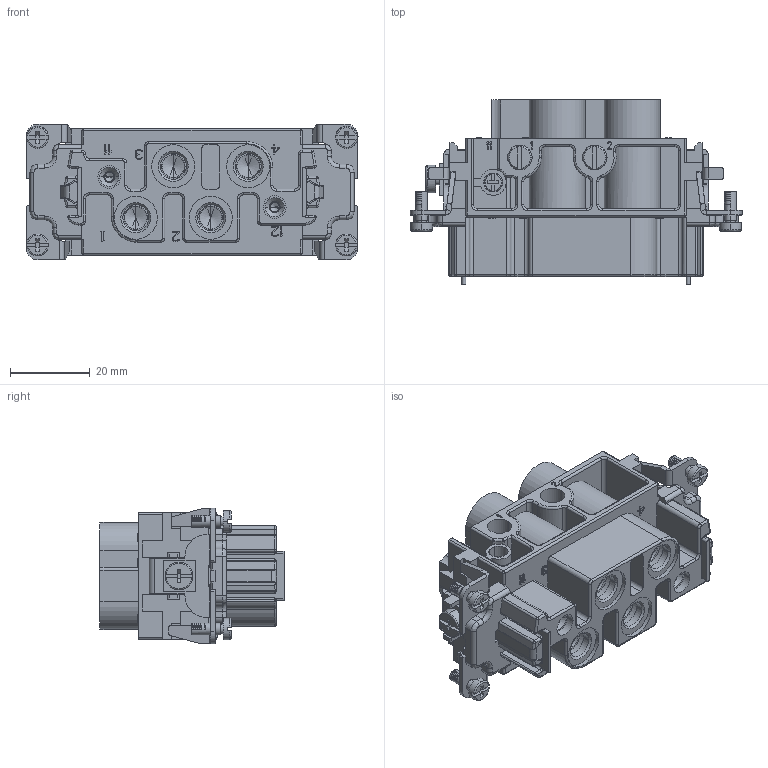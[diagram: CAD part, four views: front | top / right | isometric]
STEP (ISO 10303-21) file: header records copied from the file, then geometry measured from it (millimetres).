
FILE_DESCRIPTION((''),'2;1');
FILE_NAME('2611','2017-09-02T',('tl.yang'),(''),'PRO/ENGINEER BY PARAMETRIC TECHNOLOGY CORPORATION, 2011500','PRO/ENGINEER BY PARAMETRIC TECHNOLOGY CORPORATION, 2011500','');
FILE_SCHEMA(('CONFIG_CONTROL_DESIGN'));
Products named in the file (1): 2611
Bounding box: 83.3 x 46.2 x 34 mm (x, y, z)
Volume: 40950.8 mm3; surface area: 39804.6 mm2
Topology: 1 solids, 1 shells, 2011 faces, 5512 edges, 3540 vertices
Faces by surface type: plane 1210, cylinder 517, torus 104, cone 100, bspline 54, sphere 16, extrusion 10
Entity records: 66121 total; most frequent: CARTESIAN_POINT 14846, ORIENTED_EDGE 10992, DIRECTION 10315, EDGE_CURVE 5496, VECTOR 3833, LINE 3823, VERTEX_POINT 3540, AXIS2_PLACEMENT_3D 3241
